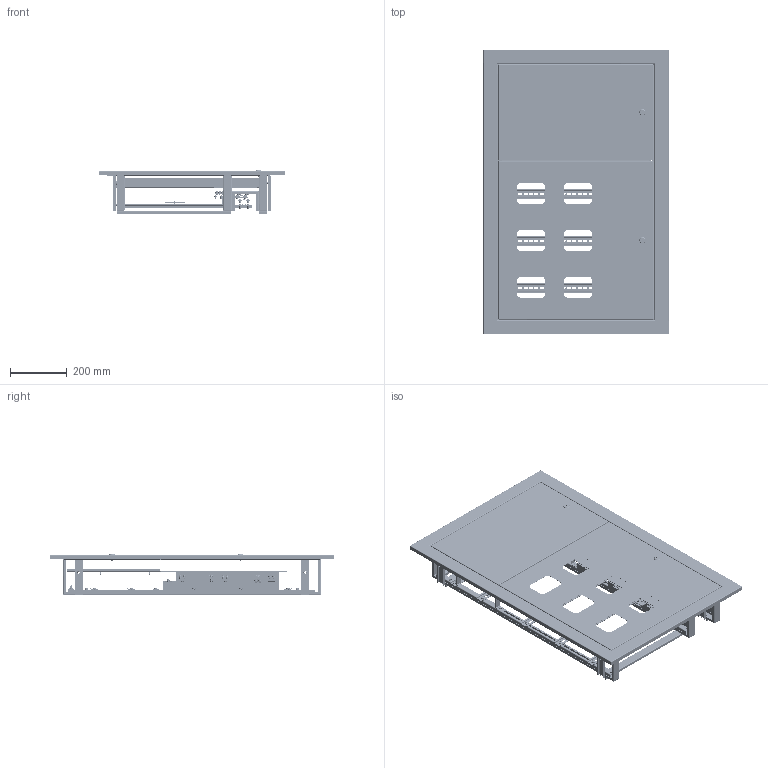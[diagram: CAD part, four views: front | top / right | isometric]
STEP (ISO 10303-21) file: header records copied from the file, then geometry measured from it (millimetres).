
FILE_DESCRIPTION (( 'STEP AP203' ), '1' );
FILE_NAME ('Ùèò ýòàæíûé 6 êâ. áåç ñëàáîò. îòñ. (1000õ650õ150) EKF PROxima.STEP', '2023-10-12T06:11:31', ( '' ), ( '' ), 'SwSTEP 2.0', 'SolidWorks 2021', '' );
FILE_SCHEMA (( 'CONFIG_CONTROL_DESIGN' ));
Length unit declared in the file: millimetre
Products named in the file (50): hex flange nut_din1_Hexagon Flange Nut DIN 6923 - M6 - N; pan head cross recess screw_din2_DIN EN ISO 7045 - M4 x 16 - Z - 16N; plain washer 6902 type abc_din_DIN 6902-A4.55; cross ph tapping 968_din_Screw DIN 968-ST4.2x13-C-H-N; pan head cross recess screw_din1_ISO 7045 - M4 x 16 - Z --- 16N; hex flange nut_din3_Hexagon Flange Nut DIN 6923 - M6 - N; ÌÈ-1904.07.00.001 Êðîíøòåéí îäíîñòóïåí÷àòûé; ��-2414.05.00.000 ���� ��������� ��_5,6��. ��-2413.05.00.000-03 ���� ���⠦��� ��; ÌÈ-2476.01.00.002 Óñèëèòåëü êàáåëüíûé  ; ÌÈ-1904.07.00.002 Êðîíøòåéí äâóõñòóïåí÷àòûé; 昈-2476.01.00.001 栺樇罻; ÌÈ-2414.05.00.001 Ðåéêà âåðòèêàëüíàÿ; Çàìîê ïî÷òîâûé; ÌÈ-2414.05.00.003 Êðîíøòåéí ïîä äèí-ðåéêó; hex flange nut_din_Hexagon Flange Nut DIN 6923 - M6 - N; ÌÈ-2414.01.00.008 Äåðæàòåëü äâåðè; pan head cross recess screw_din11_DIN EN ISO 7045 - M6 x 16 - Z - 16N; ÌÈ-2476.04.00.001 Äåðæàòåëü êàðòîíà; Çàêëåïêà ãàå÷íàÿ Ì6; Ãàå÷íàÿ çàêëåïêà Ì4; ÌÈ-1904.07.00.000 Èçîëÿòîð êàðáîëèòîâûé 1 ñòóïåí÷àòûì  è 2õ ñòóïåí÷àòûì êðîíøòåéíàìè; ÌÈ-2476.02.00.000 Äâåðü ñèëîâàÿ ÑÁ; ÌÈ-2414.06.00.001 Êðîíøòåéí òðåõñòóïåí÷àòûé; Çàêëåïêà ãàå÷íàÿ Ì8; ÌÈ-2414.01.00.002 Ñòåíêà áîêîâàÿ; ﾌﾈ-2476.03.00.001 ﾄ粢 褪濱6 ｪ｢. 決-2414.03.00.001-04 ┐･瑟 肅･笄; DIN-謥濋趌L=420 (!); Øïèëüêà Ì6õ12; pan head cross recess screw_din_DIN EN ISO 7045 - M6 x 20 - Z - 20N; 忺貗鍙_425; Ùèò ýòàæíûé 6 êâ. áåç ñëàáîò. îòñ. (1000õ650õ150) EKF PROxima; 倘-2476.07.00.001 脏朦囗咫黖6. 寛-2414.00.00.001-04; ﾕ黑 ﾙﾝ; Ïëàñòèíà 100õ35; ÌÈ-2476.02.00.001 Äâåðü ñèëîâàÿ; 2_DIN EN ISO 7045 - M4 x 16 - Z - 16N; ﾌﾈ-2414.01.00.007 ﾊ煇鳫; ÌÈ-1904.06.00.001 Êðîíøòåéí ïðÿìîé; 昈-2476.01.00.000 扻豵鵨 捘; ÌÈ-1904.06.00.000 Èçîëÿòîð êàðáîëèòîâûé ñ ïðÿìûì è 1 ñòóïåí÷àòûì êðîíøòåéíîì ...
Assembly tree (202 placements, depth 4):
  Ùèò ýòàæíûé 6 êâ. áåç ñëàáîò. îòñ. (1000õ650õ150) EKF PROxima
    昈-2476.01.00.000 扻豵鵨 捘
      ÌÈ-2414.01.00.002 Ñòåíêà áîêîâàÿ
      ÌÈ-2414.01.00.001 Ñòåíêà áîêîâàÿ
      昈-2476.01.00.001 栺樇罻  x2
      Ïëàñòèíà 100õ35  x4
      ÌÈ-2414.01.00.008 Äåðæàòåëü äâåðè
      ÌÈ-2476.01.00.002 Óñèëèòåëü êàáåëüíûé    x2
      Çàêëåïêà ãàå÷íàÿ Ì8  x4
      Øïèëüêà Ì6õ12  x3
      ﾌﾈ-2414.01.00.007 ﾊ煇鳫  x3
      Çàêëåïêà ãàå÷íàÿ Ì6  x4
    ÌÈ-2476.02.00.000 Äâåðü ñèëîâàÿ ÑÁ
      Çàêëåïêà ãàå÷íàÿ Ì4  x2
      ÌÈ-2476.02.00.001 Äâåðü ñèëîâàÿ
      Çàìîê ïî÷òîâûé
      Øïèëüêà Ì6õ12
    ��-2476.03.00.000 ����� ����� ��_6 ��. ��-2414.03.00.000-04 ����� ��� ��
      ﾌﾈ-2476.03.00.001 ﾄ粢 褪濱6 ｪ｢. 決-2414.03.00.001-04 ┐･瑟 肅･笄
      Çàìîê ïî÷òîâûé
      Çàêëåïêà ãàå÷íàÿ Ì4
      Øïèëüêà Ì6õ12
    pan head cross recess screw_din1_ISO 7045 - M4 x 16 - Z --- 16N  x3
    cross ph tapping 968_din_Screw DIN 968-ST4.2x13-C-H-N  x2
    hex flange nut_din1_Hexagon Flange Nut DIN 6923 - M6 - N  x2
    倘-2476.07.00.001 脏朦囗咫黖6. 寛-2414.00.00.001-04
    hex flange nut_din_Hexagon Flange Nut DIN 6923 - M6 - N  x2
    pan head cross recess screw_din_DIN EN ISO 7045 - M6 x 20 - Z - 20N  x4
    ��-2414.05.00.000 ���� ��������� ��_5,6��. ��-2413.05.00.000-03 ���� ���⠦��� ��
      ÌÈ-2414.05.00.001 Ðåéêà âåðòèêàëüíàÿ  x2
      ÌÈ-2414.05.00.002 Ðåéêà ãîðèçîíòàëüíàÿ
      pan head cross recess screw_din11_DIN EN ISO 7045 - M6 x 16 - Z - 16N  x14
      hex flange nut_din3_Hexagon Flange Nut DIN 6923 - M6 - N  x14
      DIN-謥濋趌L=420 (!)  x5
      ÌÈ-2414.05.00.003 Êðîíøòåéí ïîä äèí-ðåéêó  x4
      ÌÈ-1904.06.00.000 Èçîëÿòîð êàðáîëèòîâûé ñ ïðÿìûì è 1 ñòóïåí÷àòûì êðîíøòåéíîì
        Çàæèì äëÿ ïðîâîäíèêîâ ïèòàþùåé öåïè_1
        ﾕ黑 ﾙﾝ  x2
        ÌÈ-1904.06.00.001 Êðîíøòåéí ïðÿìîé
        ÌÈ-1904.07.00.001 Êðîíøòåéí îäíîñòóïåí÷àòûé
        Ãàå÷íàÿ çàêëåïêà Ì4  x9
        pan head cross recess screw_din11_ISO 7045 - M4 x 10 - Z --- 10N  x8
        plain washer 6902 type abc_din_DIN 6902-A4.55  x3
        pan head cross recess screw_din11_DIN EN ISO 7045 - M4 x 10 - Z - 10N
      ÌÈ-1904.07.00.000 Èçîëÿòîð êàðáîëèòîâûé 1 ñòóïåí÷àòûì  è 2õ ñòóïåí÷àòûì êðîíøòåéíàìè
        Çàæèì äëÿ ïðîâîäíèêîâ ïèòàþùåé öåïè_1
        ÌÈ-1904.07.00.001 Êðîíøòåéí îäíîñòóïåí÷àòûé
        ÌÈ-1904.07.00.002 Êðîíøòåéí äâóõñòóïåí÷àòûé
        ﾕ黑 ﾙﾝ  x2
        Ãàå÷íàÿ çàêëåïêà Ì4  x11
        pan head cross recess screw_din11_ISO 7045 - M4 x 10 - Z --- 10N  x10
        plain washer 6902 type abc_din_DIN 6902-A4.55  x5
        pan head cross recess screw_din11_DIN EN ISO 7045 - M4 x 10 - Z - 10N
      ﾕ黑 ﾙﾝ
      pan head cross recess screw_din2_DIN EN ISO 7045 - M4 x 16 - Z - 16N  x2
      Çàêëåïêà öèëèíäðè÷åñêàÿ Ì4 ÑÒ-Á ñ âíóòðåííåé ðåçüáîé_Œ8
      ÌÈ-2414.06.00.00 Èçîëÿòîð êàðáîëèòîâûé 3õ ñòóïåí÷àòûì  è 2õ ñòóïåí÷àòûì êðîíøòåéíàìè
        Çàæèì äëÿ ïðîâîäíèêîâ ïèòàþùåé öåïè_1
        ÌÈ-2414.06.00.001 Êðîíøòåéí òðåõñòóïåí÷àòûé
        ÌÈ-1904.07.00.002 Êðîíøòåéí äâóõñòóïåí÷àòûé
Bounding box: 650 x 1000 x 153 mm (x, y, z)
Volume: 1570507.9 mm3; surface area: 3186975.6 mm2
Topology: 195 solids, 195 shells, 7135 faces, 16967 edges, 10294 vertices
Faces by surface type: plane 3369, cylinder 1996, cone 816, torus 584, bspline 250, sphere 120
Entity records: 77962 total; most frequent: CARTESIAN_POINT 18594, DIRECTION 10499, ORIENTED_EDGE 10122, EDGE_CURVE 5061, AXIS2_PLACEMENT_3D 3747, VERTEX_POINT 3108, LINE 3005, VECTOR 3005
